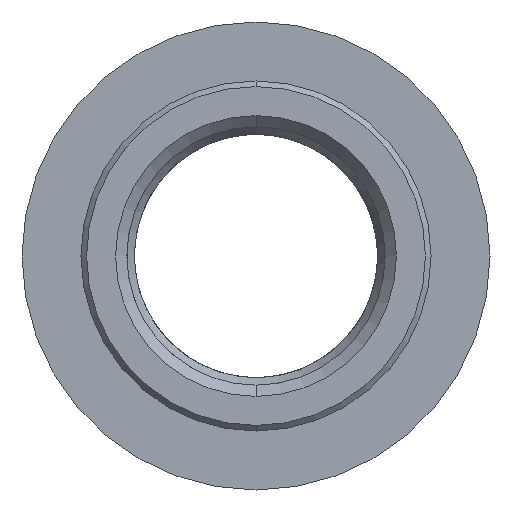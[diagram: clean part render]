
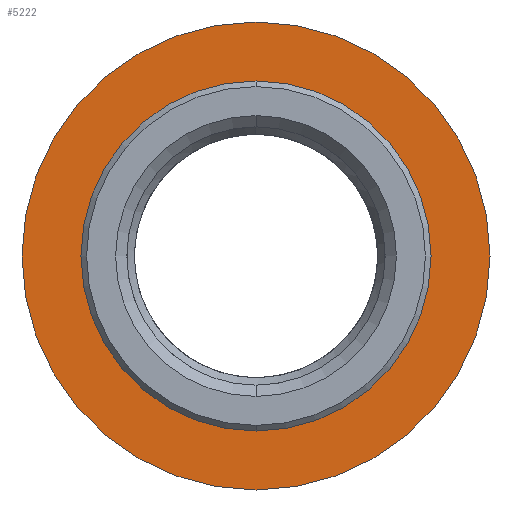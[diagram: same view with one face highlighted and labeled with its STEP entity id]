
A CAD part, front view. The second image highlights one B-rep face of the part: STEP entity #5222.
In plain terms, the highlighted planar face has unit normal (0, -1, 0).
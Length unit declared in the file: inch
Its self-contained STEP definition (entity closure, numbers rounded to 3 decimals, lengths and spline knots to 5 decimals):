
#62 = EDGE_CURVE ( 'NONE', #5129, #3924, #1865, .T. ) ;
#623 = CARTESIAN_POINT ( 'NONE',  ( 0., 0.105, -0.0935 ) ) ;
#787 = CARTESIAN_POINT ( 'NONE',  ( 0., 0.105, 0.125 ) ) ;
#794 = DIRECTION ( 'NONE',  ( 0., 0., -1. ) ) ;
#795 = DIRECTION ( 'NONE',  ( 0., -1., 0. ) ) ;
#796 = CARTESIAN_POINT ( 'NONE',  ( 0., 0.105, 0. ) ) ;
#797 = AXIS2_PLACEMENT_3D ( 'NONE', #796, #795, #794 ) ;
#798 = CIRCLE ( 'NONE', #797, 0.0935 ) ;
#832 = DIRECTION ( 'NONE',  ( 0., 0., -1. ) ) ;
#833 = DIRECTION ( 'NONE',  ( 0., -1., 0. ) ) ;
#834 = CARTESIAN_POINT ( 'NONE',  ( 0., 0.105, 0. ) ) ;
#835 = AXIS2_PLACEMENT_3D ( 'NONE', #834, #833, #832 ) ;
#836 = CIRCLE ( 'NONE', #835, 0.125 ) ;
#873 = DIRECTION ( 'NONE',  ( 0., 0., -1. ) ) ;
#874 = DIRECTION ( 'NONE',  ( 0., -1., 0. ) ) ;
#875 = CARTESIAN_POINT ( 'NONE',  ( 0.125, 0.105, 0. ) ) ;
#876 = AXIS2_PLACEMENT_3D ( 'NONE', #875, #874, #873 ) ;
#877 = PLANE ( 'NONE',  #876 ) ;
#878 = FACE_BOUND ( 'NONE', #5208, .T. ) ;
#879 = FACE_OUTER_BOUND ( 'NONE', #5214, .T. ) ;
#1273 = EDGE_CURVE ( 'NONE', #1274, #5190, #2687, .T. ) ;
#1274 = VERTEX_POINT ( 'NONE', #2682 ) ;
#1862 = DIRECTION ( 'NONE',  ( 0., 0., -1. ) ) ;
#1863 = DIRECTION ( 'NONE',  ( 0., -1., 0. ) ) ;
#1864 = AXIS2_PLACEMENT_3D ( 'NONE', #1869, #1863, #1862 ) ;
#1865 = CIRCLE ( 'NONE', #1864, 0.0935 ) ;
#1869 = CARTESIAN_POINT ( 'NONE',  ( 0., 0.105, 0. ) ) ;
#2682 = CARTESIAN_POINT ( 'NONE',  ( 0., 0.105, -0.125 ) ) ;
#2683 = DIRECTION ( 'NONE',  ( 0., 0., -1. ) ) ;
#2684 = DIRECTION ( 'NONE',  ( 0., -1., 0. ) ) ;
#2685 = CARTESIAN_POINT ( 'NONE',  ( 0., 0.105, 0. ) ) ;
#2686 = AXIS2_PLACEMENT_3D ( 'NONE', #2685, #2684, #2683 ) ;
#2687 = CIRCLE ( 'NONE', #2686, 0.125 ) ;
#3924 = VERTEX_POINT ( 'NONE', #4723 ) ;
#4723 = CARTESIAN_POINT ( 'NONE',  ( 0., 0.105, 0.0935 ) ) ;
#5129 = VERTEX_POINT ( 'NONE', #623 ) ;
#5186 = EDGE_CURVE ( 'NONE', #3924, #5129, #798, .T. ) ;
#5190 = VERTEX_POINT ( 'NONE', #787 ) ;
#5205 = ORIENTED_EDGE ( 'NONE', *, *, #62, .F. ) ;
#5206 = ORIENTED_EDGE ( 'NONE', *, *, #5186, .F. ) ;
#5208 = EDGE_LOOP ( 'NONE', ( #5205, #5206 ) ) ;
#5212 = ORIENTED_EDGE ( 'NONE', *, *, #5213, .T. ) ;
#5213 = EDGE_CURVE ( 'NONE', #5190, #1274, #836, .T. ) ;
#5214 = EDGE_LOOP ( 'NONE', ( #5215, #5212 ) ) ;
#5215 = ORIENTED_EDGE ( 'NONE', *, *, #1273, .T. ) ;
#5222 = ADVANCED_FACE ( 'NONE', ( #879, #878 ), #877, .T. ) ;
